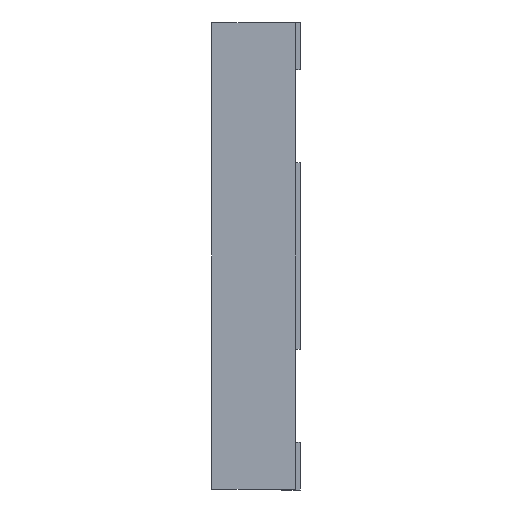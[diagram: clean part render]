
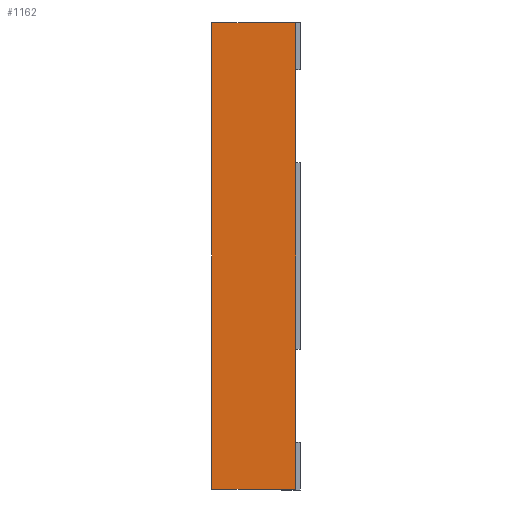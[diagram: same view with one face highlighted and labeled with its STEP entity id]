
A CAD part, left-side view. The second image highlights one B-rep face of the part: STEP entity #1162.
In plain terms, the highlighted planar face has unit normal (-1, 0, 0).
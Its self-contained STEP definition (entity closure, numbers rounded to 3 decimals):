
#40 = LINE ( 'NONE', #736, #1769 ) ;
#130 = CARTESIAN_POINT ( 'NONE',  ( 0., 0., -5. ) ) ;
#318 = CARTESIAN_POINT ( 'NONE',  ( 0., 0.9, 0. ) ) ;
#335 = LINE ( 'NONE', #318, #1405 ) ;
#395 = DIRECTION ( 'NONE',  ( 1., 0., 0. ) ) ;
#518 = DIRECTION ( 'NONE',  ( 0., -1., 0. ) ) ;
#532 = VERTEX_POINT ( 'NONE', #130 ) ;
#575 = CARTESIAN_POINT ( 'NONE',  ( 0., 0.9, -5. ) ) ;
#601 = LINE ( 'NONE', #1443, #1546 ) ;
#733 = PLANE ( 'NONE',  #1397 ) ;
#736 = CARTESIAN_POINT ( 'NONE',  ( 0., 0.9, -5. ) ) ;
#746 = ORIENTED_EDGE ( 'NONE', *, *, #1277, .T. ) ;
#747 = VERTEX_POINT ( 'NONE', #1952 ) ;
#788 = DIRECTION ( 'NONE',  ( 0., 0., 1. ) ) ;
#812 = LINE ( 'NONE', #2067, #1326 ) ;
#880 = FACE_OUTER_BOUND ( 'NONE', #1838, .T. ) ;
#888 = EDGE_CURVE ( 'NONE', #1621, #953, #335, .T. ) ;
#953 = VERTEX_POINT ( 'NONE', #1461 ) ;
#999 = DIRECTION ( 'NONE',  ( 0., 0., 1. ) ) ;
#1162 = ADVANCED_FACE ( 'NONE', ( #880 ), #733, .F. ) ;
#1277 = EDGE_CURVE ( 'NONE', #532, #747, #601, .T. ) ;
#1326 = VECTOR ( 'NONE', #518, 1000. ) ;
#1397 = AXIS2_PLACEMENT_3D ( 'NONE', #1603, #395, #1563 ) ;
#1405 = VECTOR ( 'NONE', #999, 1000. ) ;
#1418 = DIRECTION ( 'NONE',  ( 0., -1., 0. ) ) ;
#1443 = CARTESIAN_POINT ( 'NONE',  ( 0., 0., 0. ) ) ;
#1461 = CARTESIAN_POINT ( 'NONE',  ( 0., 0.9, 0. ) ) ;
#1546 = VECTOR ( 'NONE', #788, 1000. ) ;
#1563 = DIRECTION ( 'NONE',  ( 0., 0., -1. ) ) ;
#1603 = CARTESIAN_POINT ( 'NONE',  ( 0., 0.9, 0. ) ) ;
#1621 = VERTEX_POINT ( 'NONE', #575 ) ;
#1676 = ORIENTED_EDGE ( 'NONE', *, *, #2208, .T. ) ;
#1769 = VECTOR ( 'NONE', #1418, 1000. ) ;
#1838 = EDGE_LOOP ( 'NONE', ( #746, #2203, #2001, #1676 ) ) ;
#1952 = CARTESIAN_POINT ( 'NONE',  ( 0., 0., 0. ) ) ;
#2001 = ORIENTED_EDGE ( 'NONE', *, *, #888, .F. ) ;
#2002 = EDGE_CURVE ( 'NONE', #953, #747, #812, .T. ) ;
#2067 = CARTESIAN_POINT ( 'NONE',  ( 0., 0.9, 0. ) ) ;
#2203 = ORIENTED_EDGE ( 'NONE', *, *, #2002, .F. ) ;
#2208 = EDGE_CURVE ( 'NONE', #1621, #532, #40, .T. ) ;
